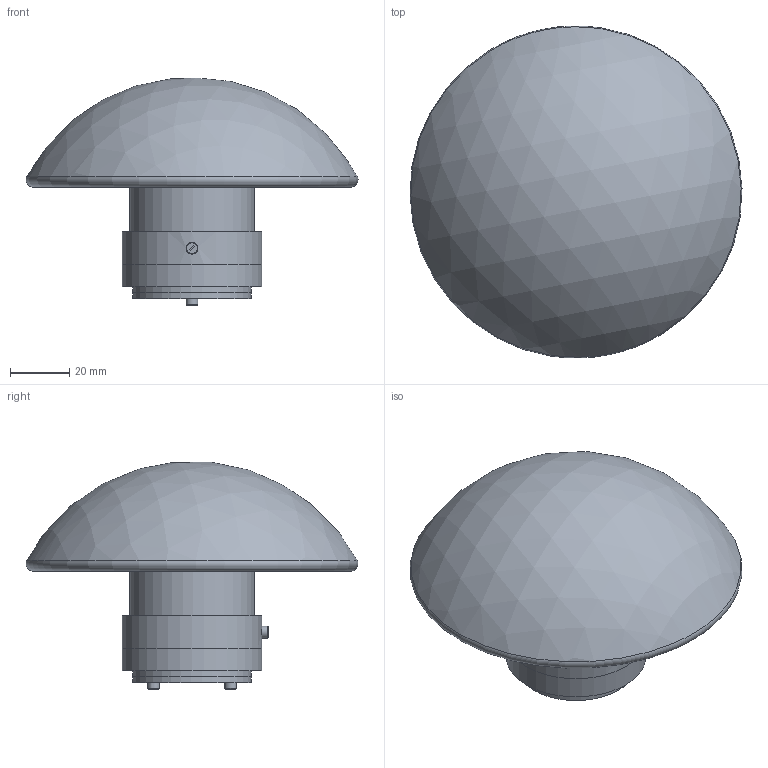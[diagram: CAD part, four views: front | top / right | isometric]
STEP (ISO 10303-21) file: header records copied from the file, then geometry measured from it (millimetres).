
FILE_DESCRIPTION(/* description */ (''),/* implementation_level */ '2;1');
FILE_NAME(/* name */ 'F277565150BINE.stp',/* time_stamp */ '2020-01-17T08:57:02+01:00',/* author */ ('sghezzi'),/* organization */ (''),/* preprocessor_version */ 'ST-DEVELOPER v17.2',/* originating_system */ 'Autodesk Inventor 2019',/* authorisation */ '');
FILE_SCHEMA (('AUTOMOTIVE_DESIGN { 1 0 10303 214 3 1 1 }'));
Length unit declared in the file: millimetre
Products named in the file (7): Assieme2775-5; 065014000 ; 020049210; 030000112; 030002812; 030053001; 065007302
Assembly tree (8 placements, depth 2):
  Assieme2775-5
    065014000 
    020049210
    030000112
    030002812
    030053001  x2
    065007302  x2
Bounding box: 111.73 x 111.73 x 76.71 mm (x, y, z)
Volume: 159701.2 mm3; surface area: 61110.6 mm2
Topology: 8 solids, 8 shells, 198 faces, 515 edges, 343 vertices
Faces by surface type: plane 92, cylinder 54, bspline 36, cone 8, torus 6, sphere 2
Full cylindrical faces by diameter (mm): 2.3 x2, 3 x2, 4 x4, 4.5 x2, 5 x2, 6 x8, 7.8 x3, 8 x2, 12.5 x2, 14 x1, 15.003 x1, 18 x1, 29 x1, 39 x1, 40 x2, 42 x1, 42.4 x1, 47 x2
Entity records: 7616 total; most frequent: CARTESIAN_POINT 3159, ORIENTED_EDGE 896, DIRECTION 838, EDGE_CURVE 448, AXIS2_PLACEMENT_3D 339, VERTEX_POINT 299, EDGE_LOOP 207, CIRCLE 191
